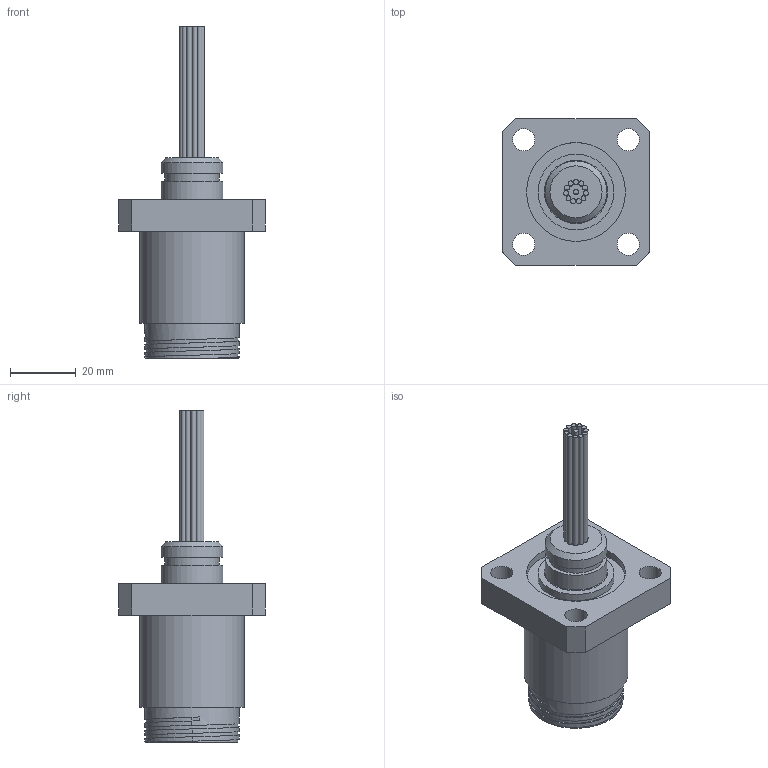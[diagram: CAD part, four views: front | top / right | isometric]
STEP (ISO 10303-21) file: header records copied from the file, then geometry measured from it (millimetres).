
FILE_DESCRIPTION(/* description */ (''),/* implementation_level */ '2;1');
FILE_NAME(/* name */ 'FCR2012F.stp',/* time_stamp */ '2014-11-25T08:41:09+01:00',/* author */ ('sh'),/* organization */ (''),/* preprocessor_version */ 'ST-DEVELOPER v15.2',/* originating_system */ 'Autodesk Inventor 2014',/* authorisation */ '');
FILE_SCHEMA (('AUTOMOTIVE_DESIGN { 1 0 10303 214 3 1 1 }'));
Length unit declared in the file: millimetre
Products named in the file (1): FCR2012F
Bounding box: 44.4 x 44.4 x 100.7 mm (x, y, z)
Volume: 47648.3 mm3; surface area: 15067.8 mm2
Topology: 1 solids, 1 shells, 344 faces, 859 edges, 570 vertices
Faces by surface type: plane 168, bspline 133, cylinder 40, cone 2, torus 1
Full cylindrical faces by diameter (mm): 1.5 x12, 3 x12, 6.7 x4, 16.4 x1, 18.8 x2, 23 x1, 25 x1, 28.6 x3, 30 x1, 31.6 x1
Entity records: 11659 total; most frequent: CARTESIAN_POINT 4369, ORIENTED_EDGE 1628, DIRECTION 1041, EDGE_CURVE 814, VERTEX_POINT 566, LINE 471, VECTOR 471, EDGE_LOOP 440
